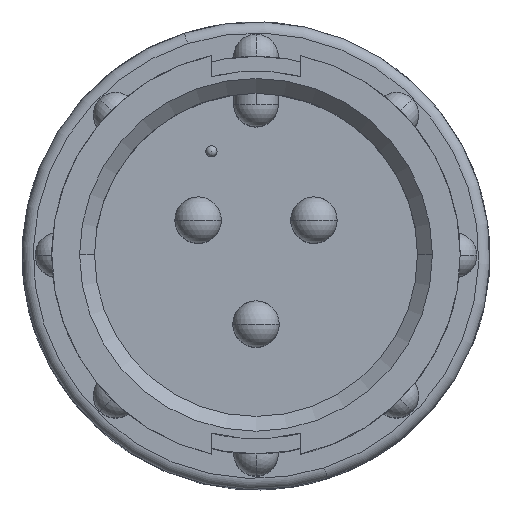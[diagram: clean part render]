
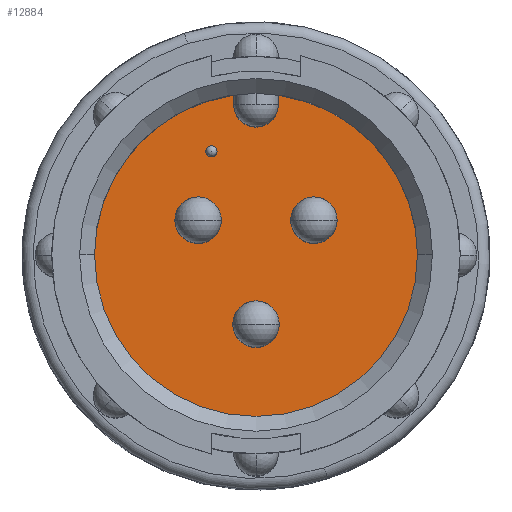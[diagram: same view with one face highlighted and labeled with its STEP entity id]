
A CAD part, top view. The second image highlights one B-rep face of the part: STEP entity #12884.
In plain terms, the highlighted planar face has unit normal (0, 0, 1).
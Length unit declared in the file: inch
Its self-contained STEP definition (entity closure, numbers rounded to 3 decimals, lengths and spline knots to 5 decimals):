
#219 = ORIENTED_EDGE ( 'NONE', *, *, #10540, .F. ) ;
#435 = DIRECTION ( 'NONE',  ( 1., 0., 0. ) ) ;
#476 = CIRCLE ( 'NONE', #8000, 0.03 ) ;
#585 = CARTESIAN_POINT ( 'NONE',  ( 0.2175, 0., -0.33 ) ) ;
#638 = CARTESIAN_POINT ( 'NONE',  ( 0.03, 0.21542, -0.33 ) ) ;
#676 = ORIENTED_EDGE ( 'NONE', *, *, #9034, .F. ) ;
#904 = CARTESIAN_POINT ( 'NONE',  ( -0.03, 0.2025, -0.33 ) ) ;
#1001 = CARTESIAN_POINT ( 'NONE',  ( -0.0675, 0.14, -0.33 ) ) ;
#1160 = CIRCLE ( 'NONE', #12124, 0.03125 ) ;
#1178 = FACE_BOUND ( 'NONE', #6502, .T. ) ;
#1465 = VERTEX_POINT ( 'NONE', #14633 ) ;
#1467 = VERTEX_POINT ( 'NONE', #14588 ) ;
#1666 = PLANE ( 'NONE',  #6152 ) ;
#1892 = LINE ( 'NONE', #14961, #14678 ) ;
#2105 = EDGE_CURVE ( 'NONE', #15004, #3500, #2944, .T. ) ;
#2396 = AXIS2_PLACEMENT_3D ( 'NONE', #15322, #7875, #435 ) ;
#2501 = EDGE_CURVE ( 'NONE', #1465, #7086, #10787, .T. ) ;
#2664 = DIRECTION ( 'NONE',  ( 0., 1., 0. ) ) ;
#2714 = AXIS2_PLACEMENT_3D ( 'NONE', #3307, #13581, #11711 ) ;
#2944 = CIRCLE ( 'NONE', #2714, 0.03125 ) ;
#3006 = DIRECTION ( 'NONE',  ( 0., 0., -1. ) ) ;
#3179 = CIRCLE ( 'NONE', #5614, 0.03125 ) ;
#3214 = CARTESIAN_POINT ( 'NONE',  ( 0.10925, 0.047, -0.33 ) ) ;
#3239 = ORIENTED_EDGE ( 'NONE', *, *, #12461, .T. ) ;
#3267 = ORIENTED_EDGE ( 'NONE', *, *, #2105, .T. ) ;
#3298 = CIRCLE ( 'NONE', #6534, 0.2175 ) ;
#3307 = CARTESIAN_POINT ( 'NONE',  ( 0.078, 0.047, -0.33 ) ) ;
#3500 = VERTEX_POINT ( 'NONE', #3214 ) ;
#3595 = DIRECTION ( 'NONE',  ( 0., 0., -1. ) ) ;
#3789 = EDGE_LOOP ( 'NONE', ( #10453, #6191 ) ) ;
#3935 = VERTEX_POINT ( 'NONE', #1001 ) ;
#3982 = AXIS2_PLACEMENT_3D ( 'NONE', #10316, #3006, #11573 ) ;
#4077 = DIRECTION ( 'NONE',  ( 0., 0., 1. ) ) ;
#4372 = VERTEX_POINT ( 'NONE', #6725 ) ;
#4618 = DIRECTION ( 'NONE',  ( 0., 0., 1. ) ) ;
#4694 = AXIS2_PLACEMENT_3D ( 'NONE', #11954, #4618, #13218 ) ;
#4798 = CARTESIAN_POINT ( 'NONE',  ( 0.04675, 0.047, -0.33 ) ) ;
#4807 = VERTEX_POINT ( 'NONE', #585 ) ;
#4844 = CIRCLE ( 'NONE', #2396, 0.2175 ) ;
#4920 = FACE_OUTER_BOUND ( 'NONE', #12500, .T. ) ;
#5058 = ORIENTED_EDGE ( 'NONE', *, *, #10916, .T. ) ;
#5123 = VERTEX_POINT ( 'NONE', #904 ) ;
#5216 = VERTEX_POINT ( 'NONE', #15662 ) ;
#5416 = DIRECTION ( 'NONE',  ( -1., 0., 0. ) ) ;
#5614 = AXIS2_PLACEMENT_3D ( 'NONE', #10922, #3595, #12202 ) ;
#5615 = VERTEX_POINT ( 'NONE', #9447 ) ;
#6033 = DIRECTION ( 'NONE',  ( 0., 0., 1. ) ) ;
#6099 = AXIS2_PLACEMENT_3D ( 'NONE', #8087, #8082, #8060 ) ;
#6152 = AXIS2_PLACEMENT_3D ( 'NONE', #7762, #12794, #5416 ) ;
#6191 = ORIENTED_EDGE ( 'NONE', *, *, #13987, .T. ) ;
#6502 = EDGE_LOOP ( 'NONE', ( #12696, #3267 ) ) ;
#6534 = AXIS2_PLACEMENT_3D ( 'NONE', #14493, #7047, #15688 ) ;
#6725 = CARTESIAN_POINT ( 'NONE',  ( 0.03, 0.2025, -0.33 ) ) ;
#6821 = VERTEX_POINT ( 'NONE', #9522 ) ;
#6824 = AXIS2_PLACEMENT_3D ( 'NONE', #7847, #7797, #7686 ) ;
#6916 = CARTESIAN_POINT ( 'NONE',  ( 0., 0., -0.33 ) ) ;
#6967 = DIRECTION ( 'NONE',  ( 0., 0., -1. ) ) ;
#7047 = DIRECTION ( 'NONE',  ( 0., 0., 1. ) ) ;
#7074 = EDGE_CURVE ( 'NONE', #6821, #5615, #10019, .T. ) ;
#7086 = VERTEX_POINT ( 'NONE', #8195 ) ;
#7686 = DIRECTION ( 'NONE',  ( 1., 0., 0. ) ) ;
#7762 = CARTESIAN_POINT ( 'NONE',  ( 0., 0., -0.33 ) ) ;
#7797 = DIRECTION ( 'NONE',  ( 0., 0., -1. ) ) ;
#7847 = CARTESIAN_POINT ( 'NONE',  ( 0., -0.093, -0.33 ) ) ;
#7875 = DIRECTION ( 'NONE',  ( 0., 0., 1. ) ) ;
#8000 = AXIS2_PLACEMENT_3D ( 'NONE', #11400, #4077, #12678 ) ;
#8060 = DIRECTION ( 'NONE',  ( 1., 0., 0. ) ) ;
#8082 = DIRECTION ( 'NONE',  ( 0., 0., -1. ) ) ;
#8087 = CARTESIAN_POINT ( 'NONE',  ( -0.078, 0.047, -0.33 ) ) ;
#8136 = DIRECTION ( 'NONE',  ( 1., 0., 0. ) ) ;
#8195 = CARTESIAN_POINT ( 'NONE',  ( 0.03125, -0.093, -0.33 ) ) ;
#8259 = LINE ( 'NONE', #14651, #11979 ) ;
#8368 = DIRECTION ( 'NONE',  ( 0., -1., 0. ) ) ;
#8994 = CIRCLE ( 'NONE', #3982, 0.03125 ) ;
#9034 = EDGE_CURVE ( 'NONE', #1467, #5123, #8259, .T. ) ;
#9239 = ORIENTED_EDGE ( 'NONE', *, *, #10333, .F. ) ;
#9300 = EDGE_CURVE ( 'NONE', #5123, #4372, #476, .T. ) ;
#9447 = CARTESIAN_POINT ( 'NONE',  ( -0.10925, 0.047, -0.33 ) ) ;
#9522 = CARTESIAN_POINT ( 'NONE',  ( -0.04675, 0.047, -0.33 ) ) ;
#9588 = CIRCLE ( 'NONE', #15394, 0.0075 ) ;
#9610 = ORIENTED_EDGE ( 'NONE', *, *, #11128, .T. ) ;
#9668 = VERTEX_POINT ( 'NONE', #638 ) ;
#9957 = CIRCLE ( 'NONE', #14522, 0.2175 ) ;
#10019 = CIRCLE ( 'NONE', #6099, 0.03125 ) ;
#10316 = CARTESIAN_POINT ( 'NONE',  ( 0., -0.093, -0.33 ) ) ;
#10333 = EDGE_CURVE ( 'NONE', #3935, #16075, #14115, .T. ) ;
#10453 = ORIENTED_EDGE ( 'NONE', *, *, #7074, .T. ) ;
#10540 = EDGE_CURVE ( 'NONE', #16075, #3935, #9588, .T. ) ;
#10742 = EDGE_CURVE ( 'NONE', #4372, #9668, #1892, .T. ) ;
#10787 = CIRCLE ( 'NONE', #6824, 0.03125 ) ;
#10916 = EDGE_CURVE ( 'NONE', #1467, #5216, #4844, .T. ) ;
#10922 = CARTESIAN_POINT ( 'NONE',  ( 0.078, 0.047, -0.33 ) ) ;
#11022 = FACE_BOUND ( 'NONE', #13882, .T. ) ;
#11082 = CARTESIAN_POINT ( 'NONE',  ( -0.0525, 0.14, -0.33 ) ) ;
#11128 = EDGE_CURVE ( 'NONE', #4807, #9668, #3298, .T. ) ;
#11400 = CARTESIAN_POINT ( 'NONE',  ( 0., 0.2025, -0.33 ) ) ;
#11573 = DIRECTION ( 'NONE',  ( 1., 0., 0. ) ) ;
#11711 = DIRECTION ( 'NONE',  ( 1., 0., 0. ) ) ;
#11738 = EDGE_CURVE ( 'NONE', #5216, #4807, #9957, .T. ) ;
#11820 = FACE_BOUND ( 'NONE', #16118, .T. ) ;
#11954 = CARTESIAN_POINT ( 'NONE',  ( -0.06, 0.14, -0.33 ) ) ;
#11979 = VECTOR ( 'NONE', #8368, 39.37008 ) ;
#12124 = AXIS2_PLACEMENT_3D ( 'NONE', #14406, #6967, #15595 ) ;
#12202 = DIRECTION ( 'NONE',  ( 1., 0., 0. ) ) ;
#12461 = EDGE_CURVE ( 'NONE', #7086, #1465, #8994, .T. ) ;
#12500 = EDGE_LOOP ( 'NONE', ( #676, #5058, #12814, #9610, #13060, #13628 ) ) ;
#12677 = EDGE_CURVE ( 'NONE', #3500, #15004, #3179, .T. ) ;
#12678 = DIRECTION ( 'NONE',  ( 1., 0., 0. ) ) ;
#12696 = ORIENTED_EDGE ( 'NONE', *, *, #12677, .T. ) ;
#12794 = DIRECTION ( 'NONE',  ( 0., 0., -1. ) ) ;
#12814 = ORIENTED_EDGE ( 'NONE', *, *, #11738, .T. ) ;
#12884 = ADVANCED_FACE ( 'NONE', ( #4920, #11022, #11820, #1178, #13979 ), #1666, .F. ) ;
#13060 = ORIENTED_EDGE ( 'NONE', *, *, #10742, .F. ) ;
#13218 = DIRECTION ( 'NONE',  ( -1., 0., 0. ) ) ;
#13421 = CARTESIAN_POINT ( 'NONE',  ( -0.06, 0.14, -0.33 ) ) ;
#13581 = DIRECTION ( 'NONE',  ( 0., 0., -1. ) ) ;
#13628 = ORIENTED_EDGE ( 'NONE', *, *, #9300, .F. ) ;
#13882 = EDGE_LOOP ( 'NONE', ( #9239, #219 ) ) ;
#13979 = FACE_BOUND ( 'NONE', #3789, .T. ) ;
#13987 = EDGE_CURVE ( 'NONE', #5615, #6821, #1160, .T. ) ;
#14115 = CIRCLE ( 'NONE', #4694, 0.0075 ) ;
#14406 = CARTESIAN_POINT ( 'NONE',  ( -0.078, 0.047, -0.33 ) ) ;
#14493 = CARTESIAN_POINT ( 'NONE',  ( 0., 0., -0.33 ) ) ;
#14522 = AXIS2_PLACEMENT_3D ( 'NONE', #6916, #15547, #8136 ) ;
#14588 = CARTESIAN_POINT ( 'NONE',  ( -0.03, 0.21542, -0.33 ) ) ;
#14633 = CARTESIAN_POINT ( 'NONE',  ( -0.03125, -0.093, -0.33 ) ) ;
#14651 = CARTESIAN_POINT ( 'NONE',  ( -0.03, 0.2025, -0.33 ) ) ;
#14660 = DIRECTION ( 'NONE',  ( -1., 0., 0. ) ) ;
#14678 = VECTOR ( 'NONE', #2664, 39.37008 ) ;
#14753 = ORIENTED_EDGE ( 'NONE', *, *, #2501, .T. ) ;
#14961 = CARTESIAN_POINT ( 'NONE',  ( 0.03, 0.2025, -0.33 ) ) ;
#15004 = VERTEX_POINT ( 'NONE', #4798 ) ;
#15322 = CARTESIAN_POINT ( 'NONE',  ( 0., 0., -0.33 ) ) ;
#15394 = AXIS2_PLACEMENT_3D ( 'NONE', #13421, #6033, #14660 ) ;
#15547 = DIRECTION ( 'NONE',  ( 0., 0., 1. ) ) ;
#15595 = DIRECTION ( 'NONE',  ( 1., 0., 0. ) ) ;
#15662 = CARTESIAN_POINT ( 'NONE',  ( -0.2175, 0., -0.33 ) ) ;
#15688 = DIRECTION ( 'NONE',  ( 1., 0., 0. ) ) ;
#16075 = VERTEX_POINT ( 'NONE', #11082 ) ;
#16118 = EDGE_LOOP ( 'NONE', ( #3239, #14753 ) ) ;
